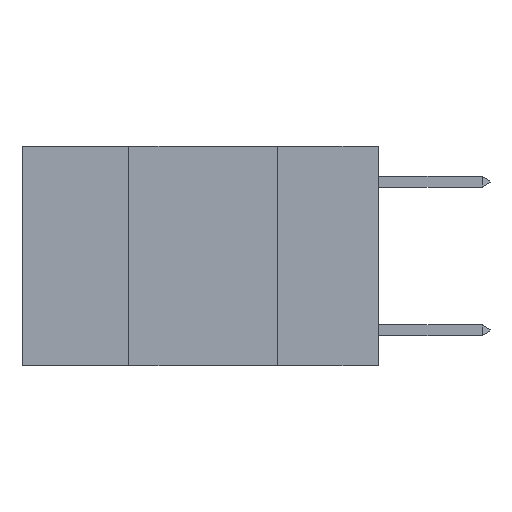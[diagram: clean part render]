
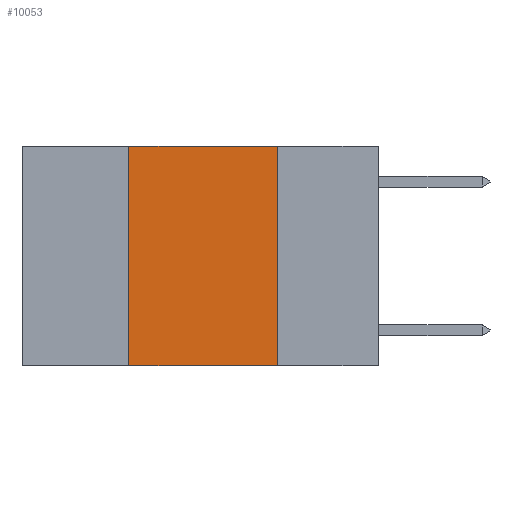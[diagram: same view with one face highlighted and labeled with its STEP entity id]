
A CAD part, left-side view. The second image highlights one B-rep face of the part: STEP entity #10053.
In plain terms, the highlighted planar face has unit normal (-1, 0, 0).
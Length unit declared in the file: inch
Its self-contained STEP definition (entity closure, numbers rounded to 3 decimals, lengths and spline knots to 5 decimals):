
#495 = ORIENTED_EDGE ( 'NONE', *, *, #3315, .F. ) ;
#760 = LINE ( 'NONE', #910, #19015 ) ;
#910 = CARTESIAN_POINT ( 'NONE',  ( 0., 0.42, 0. ) ) ;
#959 = VERTEX_POINT ( 'NONE', #14521 ) ;
#2007 = LINE ( 'NONE', #13373, #16610 ) ;
#2950 = CARTESIAN_POINT ( 'NONE',  ( 0., 0.42, 0. ) ) ;
#3315 = EDGE_CURVE ( 'NONE', #959, #6395, #2007, .T. ) ;
#4132 = DIRECTION ( 'NONE',  ( 0., 0., -1. ) ) ;
#4155 = DIRECTION ( 'NONE',  ( 1., 0., 0. ) ) ;
#6395 = VERTEX_POINT ( 'NONE', #27007 ) ;
#6626 = DIRECTION ( 'NONE',  ( 0., -1., 0. ) ) ;
#7122 = VERTEX_POINT ( 'NONE', #26293 ) ;
#8969 = ORIENTED_EDGE ( 'NONE', *, *, #29460, .F. ) ;
#10053 = ADVANCED_FACE ( 'NONE', ( #22624 ), #22478, .F. ) ;
#10300 = VECTOR ( 'NONE', #6626, 39.37008 ) ;
#11101 = CARTESIAN_POINT ( 'NONE',  ( 0., 0.6, -0.37 ) ) ;
#12404 = AXIS2_PLACEMENT_3D ( 'NONE', #19761, #4155, #15359 ) ;
#12698 = EDGE_CURVE ( 'NONE', #7122, #6395, #13075, .T. ) ;
#13075 = LINE ( 'NONE', #11101, #22626 ) ;
#13373 = CARTESIAN_POINT ( 'NONE',  ( 0., 0.17, 0. ) ) ;
#14521 = CARTESIAN_POINT ( 'NONE',  ( 0., 0.17, 0. ) ) ;
#14991 = VERTEX_POINT ( 'NONE', #2950 ) ;
#15359 = DIRECTION ( 'NONE',  ( 0., 0., -1. ) ) ;
#16610 = VECTOR ( 'NONE', #4132, 39.37008 ) ;
#19015 = VECTOR ( 'NONE', #19539, 39.37008 ) ;
#19539 = DIRECTION ( 'NONE',  ( 0., 0., 1. ) ) ;
#19761 = CARTESIAN_POINT ( 'NONE',  ( 0., 0.6, 0. ) ) ;
#19911 = EDGE_CURVE ( 'NONE', #14991, #959, #27097, .T. ) ;
#22316 = DIRECTION ( 'NONE',  ( 0., -1., 0. ) ) ;
#22478 = PLANE ( 'NONE',  #12404 ) ;
#22624 = FACE_OUTER_BOUND ( 'NONE', #23216, .T. ) ;
#22626 = VECTOR ( 'NONE', #22316, 39.37008 ) ;
#23216 = EDGE_LOOP ( 'NONE', ( #495, #27164, #8969, #23609 ) ) ;
#23609 = ORIENTED_EDGE ( 'NONE', *, *, #12698, .T. ) ;
#24528 = CARTESIAN_POINT ( 'NONE',  ( 0., 0.6, 0. ) ) ;
#26293 = CARTESIAN_POINT ( 'NONE',  ( 0., 0.42, -0.37 ) ) ;
#27007 = CARTESIAN_POINT ( 'NONE',  ( 0., 0.17, -0.37 ) ) ;
#27097 = LINE ( 'NONE', #24528, #10300 ) ;
#27164 = ORIENTED_EDGE ( 'NONE', *, *, #19911, .F. ) ;
#29460 = EDGE_CURVE ( 'NONE', #7122, #14991, #760, .T. ) ;
